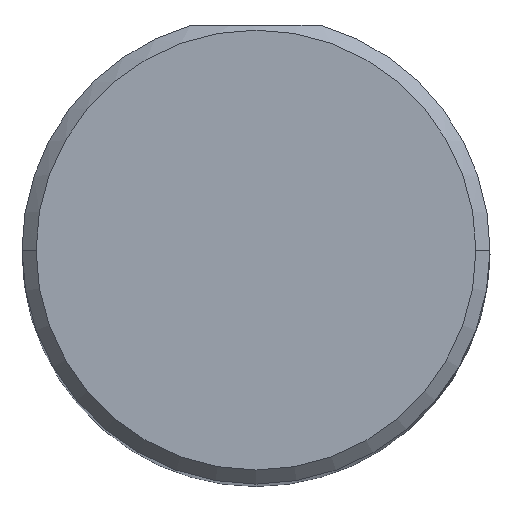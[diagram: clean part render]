
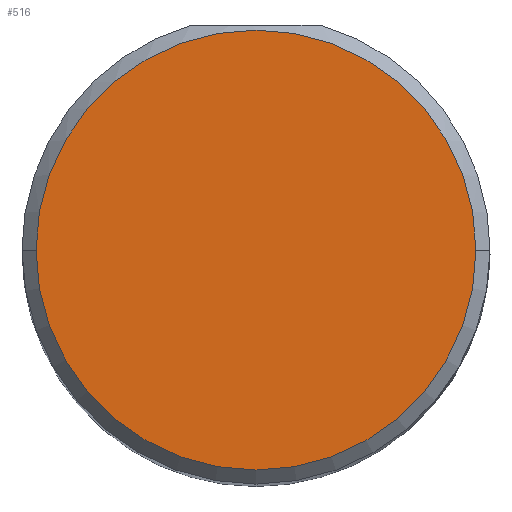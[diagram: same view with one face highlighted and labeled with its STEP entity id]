
A CAD part, top view. The second image highlights one B-rep face of the part: STEP entity #516.
In plain terms, the highlighted planar face has unit normal (0, 0, 1).
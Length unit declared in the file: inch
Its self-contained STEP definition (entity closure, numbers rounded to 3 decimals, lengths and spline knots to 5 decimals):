
#7 = DIRECTION ( 'NONE',  ( 1., 0., 0. ) ) ;
#76 = AXIS2_PLACEMENT_3D ( 'NONE', #193, #235, #279 ) ;
#81 = EDGE_CURVE ( 'NONE', #382, #284, #327, .T. ) ;
#178 = CARTESIAN_POINT ( 'NONE',  ( 0.235, 0., 3. ) ) ;
#182 = CARTESIAN_POINT ( 'NONE',  ( -0.235, 0., 3. ) ) ;
#188 = DIRECTION ( 'NONE',  ( 0., 0., 1. ) ) ;
#193 = CARTESIAN_POINT ( 'NONE',  ( 0., 0., 3. ) ) ;
#216 = CARTESIAN_POINT ( 'NONE',  ( 0., 0., 3. ) ) ;
#221 = CARTESIAN_POINT ( 'NONE',  ( 0., 0., 3. ) ) ;
#235 = DIRECTION ( 'NONE',  ( 0., 0., 1. ) ) ;
#279 = DIRECTION ( 'NONE',  ( 1., 0., 0. ) ) ;
#280 = ORIENTED_EDGE ( 'NONE', *, *, #582, .T. ) ;
#282 = FACE_OUTER_BOUND ( 'NONE', #526, .T. ) ;
#284 = VERTEX_POINT ( 'NONE', #178 ) ;
#327 = CIRCLE ( 'NONE', #527, 0.235 ) ;
#343 = AXIS2_PLACEMENT_3D ( 'NONE', #221, #188, #566 ) ;
#373 = CIRCLE ( 'NONE', #343, 0.235 ) ;
#382 = VERTEX_POINT ( 'NONE', #182 ) ;
#399 = DIRECTION ( 'NONE',  ( 0., 0., 1. ) ) ;
#466 = ORIENTED_EDGE ( 'NONE', *, *, #81, .T. ) ;
#470 = PLANE ( 'NONE',  #76 ) ;
#516 = ADVANCED_FACE ( 'NONE', ( #282 ), #470, .T. ) ;
#526 = EDGE_LOOP ( 'NONE', ( #466, #280 ) ) ;
#527 = AXIS2_PLACEMENT_3D ( 'NONE', #216, #399, #7 ) ;
#566 = DIRECTION ( 'NONE',  ( 1., 0., 0. ) ) ;
#582 = EDGE_CURVE ( 'NONE', #284, #382, #373, .T. ) ;
